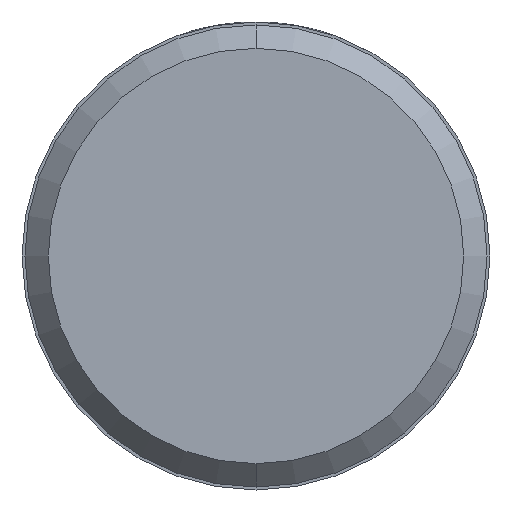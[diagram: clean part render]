
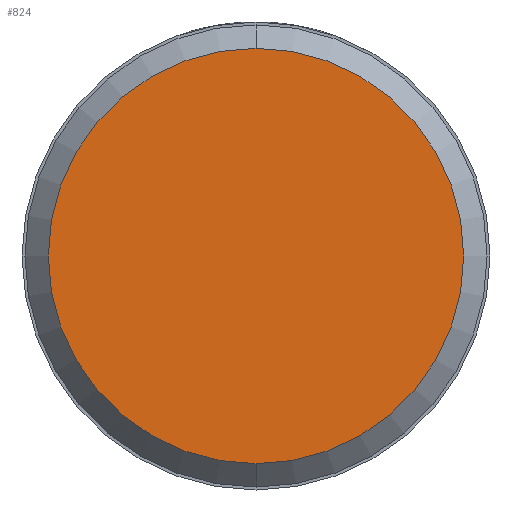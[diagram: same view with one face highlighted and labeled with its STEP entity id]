
A CAD part, front view. The second image highlights one B-rep face of the part: STEP entity #824.
In plain terms, the highlighted planar face has unit normal (0, -1, 0).
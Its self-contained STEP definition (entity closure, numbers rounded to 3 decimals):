
#208 = CARTESIAN_POINT ( 'NONE',  ( 0., 0., 0. ) ) ;
#389 = CARTESIAN_POINT ( 'NONE',  ( 0., 0., 0. ) ) ;
#587 = DIRECTION ( 'NONE',  ( 0., 0., 1. ) ) ;
#662 = ORIENTED_EDGE ( 'NONE', *, *, #1339, .T. ) ;
#824 = ADVANCED_FACE ( 'NONE', ( #2451 ), #942, .F. ) ;
#934 = DIRECTION ( 'NONE',  ( 0., 1., 0. ) ) ;
#942 = PLANE ( 'NONE',  #2127 ) ;
#1194 = DIRECTION ( 'NONE',  ( 0., -1., 0. ) ) ;
#1209 = DIRECTION ( 'NONE',  ( 0., -1., 0. ) ) ;
#1220 = CIRCLE ( 'NONE', #1611, 17.75 ) ;
#1221 = CIRCLE ( 'NONE', #1435, 17.75 ) ;
#1339 = EDGE_CURVE ( 'NONE', #2508, #1491, #1220, .T. ) ;
#1435 = AXIS2_PLACEMENT_3D ( 'NONE', #208, #1209, #2657 ) ;
#1459 = ORIENTED_EDGE ( 'NONE', *, *, #1467, .T. ) ;
#1467 = EDGE_CURVE ( 'NONE', #1491, #2508, #1221, .T. ) ;
#1491 = VERTEX_POINT ( 'NONE', #2057 ) ;
#1611 = AXIS2_PLACEMENT_3D ( 'NONE', #389, #1194, #587 ) ;
#1832 = CARTESIAN_POINT ( 'NONE',  ( 0., 0., -17.75 ) ) ;
#2057 = CARTESIAN_POINT ( 'NONE',  ( 0., 0., 17.75 ) ) ;
#2127 = AXIS2_PLACEMENT_3D ( 'NONE', #2169, #934, #2375 ) ;
#2169 = CARTESIAN_POINT ( 'NONE',  ( 0., 0., 0. ) ) ;
#2313 = EDGE_LOOP ( 'NONE', ( #1459, #662 ) ) ;
#2375 = DIRECTION ( 'NONE',  ( 0., 0., 1. ) ) ;
#2451 = FACE_OUTER_BOUND ( 'NONE', #2313, .T. ) ;
#2508 = VERTEX_POINT ( 'NONE', #1832 ) ;
#2657 = DIRECTION ( 'NONE',  ( 0., 0., 1. ) ) ;
